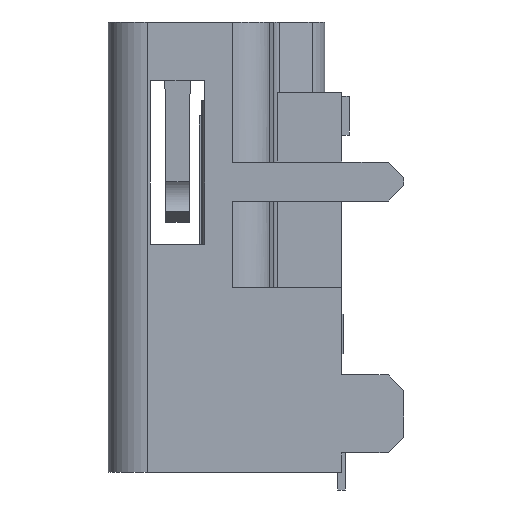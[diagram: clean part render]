
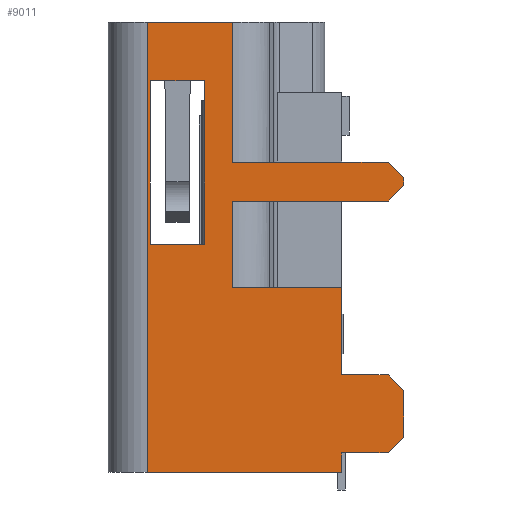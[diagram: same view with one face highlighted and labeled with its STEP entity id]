
A CAD part, left-side view. The second image highlights one B-rep face of the part: STEP entity #9011.
In plain terms, the highlighted planar face has unit normal (-1, 0, 0).
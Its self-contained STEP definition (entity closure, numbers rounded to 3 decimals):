
#212=DIRECTION('',(0.,-1.,0.));
#213=VECTOR('',#212,2.184);
#214=CARTESIAN_POINT('',(-7.5,1.775,0.));
#215=LINE('',#214,#213);
#253=DIRECTION('',(0.,-1.,0.));
#254=VECTOR('',#253,2.796);
#255=CARTESIAN_POINT('',(-7.5,-0.409,-6.8));
#256=LINE('',#255,#254);
#707=DIRECTION('',(0.,0.,-1.));
#708=VECTOR('',#707,2.25);
#709=CARTESIAN_POINT('',(-7.5,-3.205,-6.8));
#710=LINE('',#709,#708);
#819=DIRECTION('',(0.,0.,-1.));
#820=VECTOR('',#819,0.5);
#821=CARTESIAN_POINT('',(-7.5,-3.205,-11.05));
#822=LINE('',#821,#820);
#1234=DIRECTION('',(0.,1.,0.));
#1235=VECTOR('',#1234,3.991);
#1236=CARTESIAN_POINT('',(-7.5,-4.4,-3.59));
#1237=LINE('',#1236,#1235);
#1242=DIRECTION('',(0.,0.,1.));
#1243=VECTOR('',#1242,4.2);
#1244=CARTESIAN_POINT('',(-7.5,1.7,-5.7));
#1245=LINE('',#1244,#1243);
#1246=DIRECTION('',(0.,1.,0.));
#1247=VECTOR('',#1246,1.4);
#1248=CARTESIAN_POINT('',(-7.5,0.3,-5.7));
#1249=LINE('',#1248,#1247);
#1250=DIRECTION('',(0.,0.,-1.));
#1251=VECTOR('',#1250,4.2);
#1252=CARTESIAN_POINT('',(-7.5,0.3,-1.5));
#1253=LINE('',#1252,#1251);
#1254=DIRECTION('',(0.,-1.,0.));
#1255=VECTOR('',#1254,0.378);
#1256=CARTESIAN_POINT('',(-7.5,0.678,-1.5));
#1257=LINE('',#1256,#1255);
#1258=DIRECTION('',(0.,1.,0.));
#1259=VECTOR('',#1258,0.644);
#1260=CARTESIAN_POINT('',(-7.5,0.678,-1.5));
#1261=LINE('',#1260,#1259);
#1262=DIRECTION('',(0.,-1.,0.));
#1263=VECTOR('',#1262,0.378);
#1264=CARTESIAN_POINT('',(-7.5,1.7,-1.5));
#1265=LINE('',#1264,#1263);
#1266=DIRECTION('',(0.,0.707,0.707));
#1267=VECTOR('',#1266,0.566);
#1268=CARTESIAN_POINT('',(-7.5,-4.8,-3.99));
#1269=LINE('',#1268,#1267);
#1270=DIRECTION('',(0.,0.,1.));
#1271=VECTOR('',#1270,0.2);
#1272=CARTESIAN_POINT('',(-7.5,-4.8,-4.19));
#1273=LINE('',#1272,#1271);
#1274=DIRECTION('',(0.,-0.707,0.707));
#1275=VECTOR('',#1274,0.566);
#1276=CARTESIAN_POINT('',(-7.5,-4.4,-4.59));
#1277=LINE('',#1276,#1275);
#1278=DIRECTION('',(0.,1.,0.));
#1279=VECTOR('',#1278,1.195);
#1280=CARTESIAN_POINT('',(-7.5,-4.4,-9.05));
#1281=LINE('',#1280,#1279);
#1282=DIRECTION('',(0.,0.707,0.707));
#1283=VECTOR('',#1282,0.566);
#1284=CARTESIAN_POINT('',(-7.5,-4.8,-9.45));
#1285=LINE('',#1284,#1283);
#1286=DIRECTION('',(0.,0.,1.));
#1287=VECTOR('',#1286,1.2);
#1288=CARTESIAN_POINT('',(-7.5,-4.8,-10.65));
#1289=LINE('',#1288,#1287);
#1290=DIRECTION('',(0.,-0.707,0.707));
#1291=VECTOR('',#1290,0.566);
#1292=CARTESIAN_POINT('',(-7.5,-4.4,-11.05));
#1293=LINE('',#1292,#1291);
#1294=DIRECTION('',(0.,-1.,0.));
#1295=VECTOR('',#1294,1.195);
#1296=CARTESIAN_POINT('',(-7.5,-3.205,-11.05));
#1297=LINE('',#1296,#1295);
#1298=DIRECTION('',(0.,0.,1.));
#1299=VECTOR('',#1298,11.55);
#1300=CARTESIAN_POINT('',(-7.5,1.775,-11.55));
#1301=LINE('',#1300,#1299);
#1726=DIRECTION('',(0.,0.,-1.));
#1727=VECTOR('',#1726,3.59);
#1728=CARTESIAN_POINT('',(-7.5,-0.409,0.));
#1729=LINE('',#1728,#1727);
#1735=DIRECTION('',(0.,0.,-1.));
#1736=VECTOR('',#1735,2.21);
#1737=CARTESIAN_POINT('',(-7.5,-0.409,-4.59));
#1738=LINE('',#1737,#1736);
#1800=DIRECTION('',(0.,-1.,0.));
#1801=VECTOR('',#1800,3.991);
#1802=CARTESIAN_POINT('',(-7.5,-0.409,-4.59));
#1803=LINE('',#1802,#1801);
#2166=DIRECTION('',(0.,-1.,0.));
#2167=VECTOR('',#2166,4.98);
#2168=CARTESIAN_POINT('',(-7.5,1.775,-11.55));
#2169=LINE('',#2168,#2167);
#6033=CARTESIAN_POINT('',(-7.5,1.775,0.));
#6035=VERTEX_POINT('',#6033);
#6036=CARTESIAN_POINT('',(-7.5,-0.409,0.));
#6037=VERTEX_POINT('',#6036);
#6068=CARTESIAN_POINT('',(-7.5,1.775,-11.55));
#6069=VERTEX_POINT('',#6068);
#6070=CARTESIAN_POINT('',(-7.5,-3.205,-11.55));
#6071=VERTEX_POINT('',#6070);
#6128=CARTESIAN_POINT('',(-7.5,-0.409,-6.8));
#6129=CARTESIAN_POINT('',(-7.5,-3.205,-6.8));
#6130=VERTEX_POINT('',#6128);
#6131=VERTEX_POINT('',#6129);
#6457=CARTESIAN_POINT('',(-7.5,0.3,-5.7));
#6458=CARTESIAN_POINT('',(-7.5,1.7,-5.7));
#6459=VERTEX_POINT('',#6457);
#6460=VERTEX_POINT('',#6458);
#6481=CARTESIAN_POINT('',(-7.5,1.7,-1.5));
#6482=CARTESIAN_POINT('',(-7.5,1.322,-1.5));
#6483=VERTEX_POINT('',#6481);
#6484=VERTEX_POINT('',#6482);
#6485=CARTESIAN_POINT('',(-7.5,0.678,-1.5));
#6486=CARTESIAN_POINT('',(-7.5,0.3,-1.5));
#6487=VERTEX_POINT('',#6485);
#6488=VERTEX_POINT('',#6486);
#6579=CARTESIAN_POINT('',(-7.5,-4.4,-11.05));
#6580=CARTESIAN_POINT('',(-7.5,-4.8,-10.65));
#6581=VERTEX_POINT('',#6579);
#6582=VERTEX_POINT('',#6580);
#6583=CARTESIAN_POINT('',(-7.5,-4.8,-9.45));
#6584=VERTEX_POINT('',#6583);
#6585=CARTESIAN_POINT('',(-7.5,-4.4,-9.05));
#6586=VERTEX_POINT('',#6585);
#6587=CARTESIAN_POINT('',(-7.5,-4.4,-4.59));
#6588=CARTESIAN_POINT('',(-7.5,-4.8,-4.19));
#6589=VERTEX_POINT('',#6587);
#6590=VERTEX_POINT('',#6588);
#6591=CARTESIAN_POINT('',(-7.5,-4.8,-3.99));
#6592=VERTEX_POINT('',#6591);
#6593=CARTESIAN_POINT('',(-7.5,-4.4,-3.59));
#6594=VERTEX_POINT('',#6593);
#6615=CARTESIAN_POINT('',(-7.5,-0.409,-3.59));
#6616=VERTEX_POINT('',#6615);
#6617=CARTESIAN_POINT('',(-7.5,-0.409,-4.59));
#6618=VERTEX_POINT('',#6617);
#6619=CARTESIAN_POINT('',(-7.5,-3.205,-9.05));
#6621=VERTEX_POINT('',#6619);
#6623=CARTESIAN_POINT('',(-7.5,-3.205,-11.05));
#6625=VERTEX_POINT('',#6623);
#8959=CARTESIAN_POINT('',(-7.5,1.775,0.));
#8960=DIRECTION('',(-1.,0.,0.));
#8961=DIRECTION('',(0.,-1.,0.));
#8962=AXIS2_PLACEMENT_3D('',#8959,#8960,#8961);
#8963=PLANE('',#8962);
#8965=ORIENTED_EDGE('',*,*,#8964,.T.);
#8966=ORIENTED_EDGE('',*,*,#8945,.F.);
#8968=ORIENTED_EDGE('',*,*,#8967,.F.);
#8970=ORIENTED_EDGE('',*,*,#8969,.F.);
#8972=ORIENTED_EDGE('',*,*,#8971,.F.);
#8974=ORIENTED_EDGE('',*,*,#8973,.F.);
#8976=ORIENTED_EDGE('',*,*,#8975,.T.);
#8977=ORIENTED_EDGE('',*,*,#7963,.T.);
#8978=ORIENTED_EDGE('',*,*,#8283,.T.);
#8980=ORIENTED_EDGE('',*,*,#8979,.F.);
#8982=ORIENTED_EDGE('',*,*,#8981,.F.);
#8984=ORIENTED_EDGE('',*,*,#8983,.F.);
#8986=ORIENTED_EDGE('',*,*,#8985,.F.);
#8988=ORIENTED_EDGE('',*,*,#8987,.F.);
#8989=ORIENTED_EDGE('',*,*,#8397,.T.);
#8991=ORIENTED_EDGE('',*,*,#8990,.F.);
#8993=ORIENTED_EDGE('',*,*,#8992,.T.);
#8994=ORIENTED_EDGE('',*,*,#7874,.T.);
#8995=EDGE_LOOP('',(#8965,#8966,#8968,#8970,#8972,#8974,#8976,#8977,#8978,#8980,
#8982,#8984,#8986,#8988,#8989,#8991,#8993,#8994));
#8996=FACE_OUTER_BOUND('',#8995,.F.);
#8998=ORIENTED_EDGE('',*,*,#8997,.F.);
#9000=ORIENTED_EDGE('',*,*,#8999,.F.);
#9002=ORIENTED_EDGE('',*,*,#9001,.F.);
#9004=ORIENTED_EDGE('',*,*,#9003,.F.);
#9006=ORIENTED_EDGE('',*,*,#9005,.T.);
#9008=ORIENTED_EDGE('',*,*,#9007,.F.);
#9009=EDGE_LOOP('',(#8998,#9000,#9002,#9004,#9006,#9008));
#9010=FACE_BOUND('',#9009,.F.);
#9011=ADVANCED_FACE('',(#8996,#9010),#8963,.T.);
#7874=EDGE_CURVE('',#6035,#6037,#215,.T.);
#7963=EDGE_CURVE('',#6130,#6131,#256,.T.);
#8283=EDGE_CURVE('',#6131,#6621,#710,.T.);
#8397=EDGE_CURVE('',#6625,#6071,#822,.T.);
#8945=EDGE_CURVE('',#6594,#6616,#1237,.T.);
#8964=EDGE_CURVE('',#6037,#6616,#1729,.T.);
#8967=EDGE_CURVE('',#6592,#6594,#1269,.T.);
#8969=EDGE_CURVE('',#6590,#6592,#1273,.T.);
#8971=EDGE_CURVE('',#6589,#6590,#1277,.T.);
#8973=EDGE_CURVE('',#6618,#6589,#1803,.T.);
#8975=EDGE_CURVE('',#6618,#6130,#1738,.T.);
#8979=EDGE_CURVE('',#6586,#6621,#1281,.T.);
#8981=EDGE_CURVE('',#6584,#6586,#1285,.T.);
#8983=EDGE_CURVE('',#6582,#6584,#1289,.T.);
#8985=EDGE_CURVE('',#6581,#6582,#1293,.T.);
#8987=EDGE_CURVE('',#6625,#6581,#1297,.T.);
#8990=EDGE_CURVE('',#6069,#6071,#2169,.T.);
#8992=EDGE_CURVE('',#6069,#6035,#1301,.T.);
#8997=EDGE_CURVE('',#6460,#6483,#1245,.T.);
#8999=EDGE_CURVE('',#6459,#6460,#1249,.T.);
#9001=EDGE_CURVE('',#6488,#6459,#1253,.T.);
#9003=EDGE_CURVE('',#6487,#6488,#1257,.T.);
#9005=EDGE_CURVE('',#6487,#6484,#1261,.T.);
#9007=EDGE_CURVE('',#6483,#6484,#1265,.T.);
